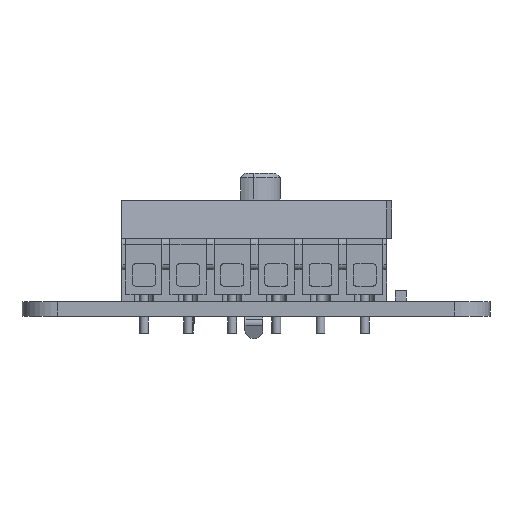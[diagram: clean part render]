
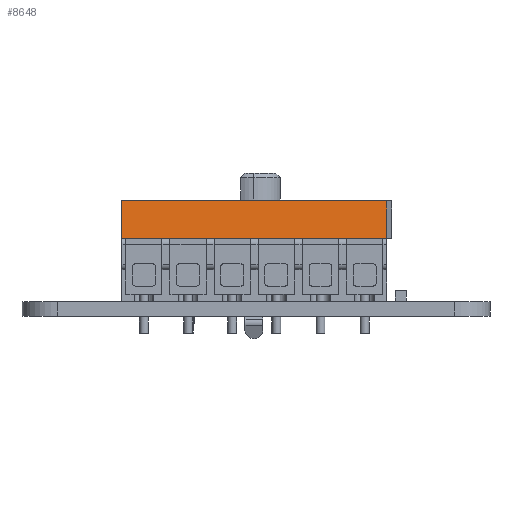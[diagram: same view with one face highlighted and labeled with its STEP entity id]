
A CAD part, front view. The second image highlights one B-rep face of the part: STEP entity #8648.
In plain terms, the highlighted planar face has unit normal (0, -0.993, 0.122).
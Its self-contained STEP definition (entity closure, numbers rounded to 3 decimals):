
#2474 = PLANE('',#2475);
#2475 = AXIS2_PLACEMENT_3D('',#2476,#2477,#2478);
#2476 = CARTESIAN_POINT('',(12.5,-3.906,7.1));
#2477 = DIRECTION('',(0.,0.,1.));
#2478 = DIRECTION('',(0.,1.,0.));
#3507 = VERTEX_POINT('',#3508);
#3508 = CARTESIAN_POINT('',(27.5,-3.506,7.1));
#3522 = PLANE('',#3523);
#3523 = AXIS2_PLACEMENT_3D('',#3524,#3525,#3526);
#3524 = CARTESIAN_POINT('',(27.5,-0.291,5.692));
#3525 = DIRECTION('',(1.,0.,0.));
#3526 = DIRECTION('',(0.,0.,1.));
#3534 = EDGE_CURVE('',#3535,#3507,#3537,.T.);
#3535 = VERTEX_POINT('',#3536);
#3536 = CARTESIAN_POINT('',(-2.5,-3.506,7.1));
#3537 = SURFACE_CURVE('',#3538,(#3542,#3549),.PCURVE_S1.);
#3538 = LINE('',#3539,#3540);
#3539 = CARTESIAN_POINT('',(-2.5,-3.506,7.1));
#3540 = VECTOR('',#3541,1.);
#3541 = DIRECTION('',(1.,0.,0.));
#3542 = PCURVE('',#2474,#3543);
#3543 = DEFINITIONAL_REPRESENTATION('',(#3544),#3548);
#3544 = LINE('',#3545,#3546);
#3545 = CARTESIAN_POINT('',(0.4,15.));
#3546 = VECTOR('',#3547,1.);
#3547 = DIRECTION('',(0.,-1.));
#3548 = ( GEOMETRIC_REPRESENTATION_CONTEXT(2) 
PARAMETRIC_REPRESENTATION_CONTEXT() REPRESENTATION_CONTEXT('2D SPACE',''
  ) );
#3549 = PCURVE('',#3550,#3555);
#3550 = PLANE('',#3551);
#3551 = AXIS2_PLACEMENT_3D('',#3552,#3553,#3554);
#3552 = CARTESIAN_POINT('',(-2.5,-2.976,11.4));
#3553 = DIRECTION('',(0.,0.992,-0.122));
#3554 = DIRECTION('',(0.,-0.122,-0.992));
#3555 = DEFINITIONAL_REPRESENTATION('',(#3556),#3560);
#3556 = LINE('',#3557,#3558);
#3557 = CARTESIAN_POINT('',(4.333,0.));
#3558 = VECTOR('',#3559,1.);
#3559 = DIRECTION('',(0.,-1.));
#3560 = ( GEOMETRIC_REPRESENTATION_CONTEXT(2) 
PARAMETRIC_REPRESENTATION_CONTEXT() REPRESENTATION_CONTEXT('2D SPACE',''
  ) );
#3578 = PLANE('',#3579);
#3579 = AXIS2_PLACEMENT_3D('',#3580,#3581,#3582);
#3580 = CARTESIAN_POINT('',(-2.5,-0.291,5.692));
#3581 = DIRECTION('',(-1.,-0.,-0.));
#3582 = DIRECTION('',(0.,0.,-1.));
#8379 = PLANE('',#8380);
#8380 = AXIS2_PLACEMENT_3D('',#8381,#8382,#8383);
#8381 = CARTESIAN_POINT('',(12.538,-0.003,11.4));
#8382 = DIRECTION('',(0.,0.,1.));
#8383 = DIRECTION('',(0.,1.,0.));
#8583 = VERTEX_POINT('',#8584);
#8584 = CARTESIAN_POINT('',(27.5,-2.976,11.4));
#8605 = EDGE_CURVE('',#8583,#3507,#8606,.T.);
#8606 = SURFACE_CURVE('',#8607,(#8611,#8618),.PCURVE_S1.);
#8607 = LINE('',#8608,#8609);
#8608 = CARTESIAN_POINT('',(27.5,-2.976,11.4));
#8609 = VECTOR('',#8610,1.);
#8610 = DIRECTION('',(0.,-0.122,-0.992));
#8611 = PCURVE('',#3522,#8612);
#8612 = DEFINITIONAL_REPRESENTATION('',(#8613),#8617);
#8613 = LINE('',#8614,#8615);
#8614 = CARTESIAN_POINT('',(5.708,2.685));
#8615 = VECTOR('',#8616,1.);
#8616 = DIRECTION('',(-0.992,0.122));
#8617 = ( GEOMETRIC_REPRESENTATION_CONTEXT(2) 
PARAMETRIC_REPRESENTATION_CONTEXT() REPRESENTATION_CONTEXT('2D SPACE',''
  ) );
#8618 = PCURVE('',#3550,#8619);
#8619 = DEFINITIONAL_REPRESENTATION('',(#8620),#8624);
#8620 = LINE('',#8621,#8622);
#8621 = CARTESIAN_POINT('',(0.,-30.));
#8622 = VECTOR('',#8623,1.);
#8623 = DIRECTION('',(1.,0.));
#8624 = ( GEOMETRIC_REPRESENTATION_CONTEXT(2) 
PARAMETRIC_REPRESENTATION_CONTEXT() REPRESENTATION_CONTEXT('2D SPACE',''
  ) );
#8648 = ADVANCED_FACE('',(#8649),#3550,.F.);
#8649 = FACE_BOUND('',#8650,.F.);
#8650 = EDGE_LOOP('',(#8651,#8674,#8675,#8676));
#8651 = ORIENTED_EDGE('',*,*,#8652,.T.);
#8652 = EDGE_CURVE('',#8653,#8583,#8655,.T.);
#8653 = VERTEX_POINT('',#8654);
#8654 = CARTESIAN_POINT('',(-2.5,-2.976,11.4));
#8655 = SURFACE_CURVE('',#8656,(#8660,#8667),.PCURVE_S1.);
#8656 = LINE('',#8657,#8658);
#8657 = CARTESIAN_POINT('',(-2.5,-2.976,11.4));
#8658 = VECTOR('',#8659,1.);
#8659 = DIRECTION('',(1.,0.,0.));
#8660 = PCURVE('',#3550,#8661);
#8661 = DEFINITIONAL_REPRESENTATION('',(#8662),#8666);
#8662 = LINE('',#8663,#8664);
#8663 = CARTESIAN_POINT('',(0.,0.));
#8664 = VECTOR('',#8665,1.);
#8665 = DIRECTION('',(0.,-1.));
#8666 = ( GEOMETRIC_REPRESENTATION_CONTEXT(2) 
PARAMETRIC_REPRESENTATION_CONTEXT() REPRESENTATION_CONTEXT('2D SPACE',''
  ) );
#8667 = PCURVE('',#8379,#8668);
#8668 = DEFINITIONAL_REPRESENTATION('',(#8669),#8673);
#8669 = LINE('',#8670,#8671);
#8670 = CARTESIAN_POINT('',(-2.973,15.038));
#8671 = VECTOR('',#8672,1.);
#8672 = DIRECTION('',(0.,-1.));
#8673 = ( GEOMETRIC_REPRESENTATION_CONTEXT(2) 
PARAMETRIC_REPRESENTATION_CONTEXT() REPRESENTATION_CONTEXT('2D SPACE',''
  ) );
#8674 = ORIENTED_EDGE('',*,*,#8605,.T.);
#8675 = ORIENTED_EDGE('',*,*,#3534,.F.);
#8676 = ORIENTED_EDGE('',*,*,#8677,.F.);
#8677 = EDGE_CURVE('',#8653,#3535,#8678,.T.);
#8678 = SURFACE_CURVE('',#8679,(#8683,#8690),.PCURVE_S1.);
#8679 = LINE('',#8680,#8681);
#8680 = CARTESIAN_POINT('',(-2.5,-2.976,11.4));
#8681 = VECTOR('',#8682,1.);
#8682 = DIRECTION('',(0.,-0.122,-0.992));
#8683 = PCURVE('',#3550,#8684);
#8684 = DEFINITIONAL_REPRESENTATION('',(#8685),#8689);
#8685 = LINE('',#8686,#8687);
#8686 = CARTESIAN_POINT('',(0.,0.));
#8687 = VECTOR('',#8688,1.);
#8688 = DIRECTION('',(1.,0.));
#8689 = ( GEOMETRIC_REPRESENTATION_CONTEXT(2) 
PARAMETRIC_REPRESENTATION_CONTEXT() REPRESENTATION_CONTEXT('2D SPACE',''
  ) );
#8690 = PCURVE('',#3578,#8691);
#8691 = DEFINITIONAL_REPRESENTATION('',(#8692),#8696);
#8692 = LINE('',#8693,#8694);
#8693 = CARTESIAN_POINT('',(-5.708,2.685));
#8694 = VECTOR('',#8695,1.);
#8695 = DIRECTION('',(0.992,0.122));
#8696 = ( GEOMETRIC_REPRESENTATION_CONTEXT(2) 
PARAMETRIC_REPRESENTATION_CONTEXT() REPRESENTATION_CONTEXT('2D SPACE',''
  ) );
